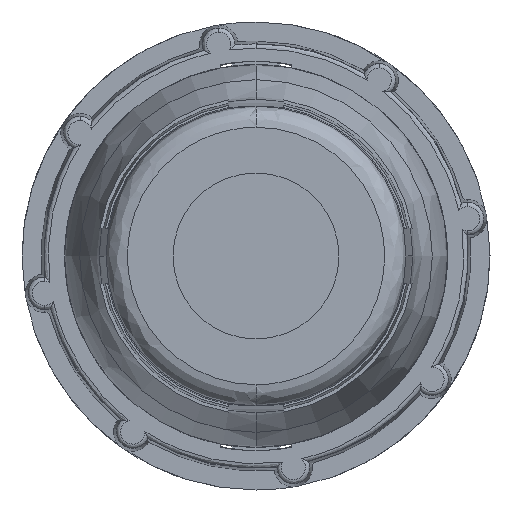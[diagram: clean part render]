
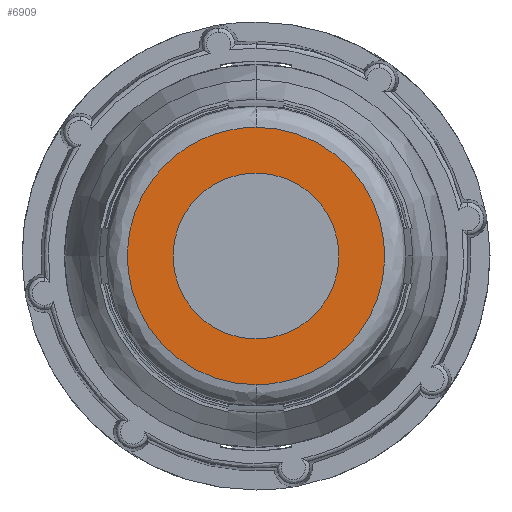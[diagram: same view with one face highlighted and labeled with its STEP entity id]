
A CAD part, front view. The second image highlights one B-rep face of the part: STEP entity #6909.
In plain terms, the highlighted planar face has unit normal (0, -1, 0).
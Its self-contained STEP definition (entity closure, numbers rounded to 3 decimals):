
#857 = ORIENTED_EDGE ( 'NONE', *, *, #5503, .F. ) ;
#1165 = CARTESIAN_POINT ( 'NONE',  ( 0., -28., -6.049 ) ) ;
#1219 = EDGE_CURVE ( 'NONE', #12739, #3718, #12769, .T. ) ;
#1349 = ORIENTED_EDGE ( 'NONE', *, *, #1219, .F. ) ;
#2110 =( BOUNDED_CURVE ( )  B_SPLINE_CURVE ( 3, ( #10331, #9842, #8463, #7361 ),
 .UNSPECIFIED., .F., .F. ) 
 B_SPLINE_CURVE_WITH_KNOTS ( ( 4, 4 ),
 ( 0., 1. ),
 .UNSPECIFIED. ) 
 CURVE ( )  GEOMETRIC_REPRESENTATION_ITEM ( )  RATIONAL_B_SPLINE_CURVE ( ( 1., 0.333, 0.333, 1. ) ) 
 REPRESENTATION_ITEM ( '' )  );
#3718 = VERTEX_POINT ( 'NONE', #15404 ) ;
#5503 = EDGE_CURVE ( 'NONE', #3718, #12739, #2110, .T. ) ;
#6909 = ADVANCED_FACE ( 'NONE', ( #12674 ), #12338, .F. ) ;
#7361 = CARTESIAN_POINT ( 'NONE',  ( 0., -28., -6.049 ) ) ;
#8463 = CARTESIAN_POINT ( 'NONE',  ( 12.098, -28., -6.049 ) ) ;
#9658 = AXIS2_PLACEMENT_3D ( 'NONE', #12227, #12223, #12208 ) ;
#9842 = CARTESIAN_POINT ( 'NONE',  ( 12.098, -28., 6.049 ) ) ;
#10331 = CARTESIAN_POINT ( 'NONE',  ( 0., -28., 6.049 ) ) ;
#12046 = EDGE_LOOP ( 'NONE', ( #857, #1349 ) ) ;
#12208 = DIRECTION ( 'NONE',  ( 0., 0., 1. ) ) ;
#12223 = DIRECTION ( 'NONE',  ( 0., 1., 0. ) ) ;
#12227 = CARTESIAN_POINT ( 'NONE',  ( 7., -28., 0. ) ) ;
#12338 = PLANE ( 'NONE',  #9658 ) ;
#12674 = FACE_OUTER_BOUND ( 'NONE', #12046, .T. ) ;
#12698 = CARTESIAN_POINT ( 'NONE',  ( -12.098, -28., 6.049 ) ) ;
#12739 = VERTEX_POINT ( 'NONE', #1165 ) ;
#12769 =( BOUNDED_CURVE ( )  B_SPLINE_CURVE ( 3, ( #15849, #15812, #12698, #13513 ),
 .UNSPECIFIED., .F., .T. ) 
 B_SPLINE_CURVE_WITH_KNOTS ( ( 4, 4 ),
 ( 0., 1. ),
 .UNSPECIFIED. ) 
 CURVE ( )  GEOMETRIC_REPRESENTATION_ITEM ( )  RATIONAL_B_SPLINE_CURVE ( ( 1., 0.333, 0.333, 1. ) ) 
 REPRESENTATION_ITEM ( '' )  );
#13513 = CARTESIAN_POINT ( 'NONE',  ( 0., -28., 6.049 ) ) ;
#15404 = CARTESIAN_POINT ( 'NONE',  ( 0., -28., 6.049 ) ) ;
#15812 = CARTESIAN_POINT ( 'NONE',  ( -12.098, -28., -6.049 ) ) ;
#15849 = CARTESIAN_POINT ( 'NONE',  ( 0., -28., -6.049 ) ) ;
